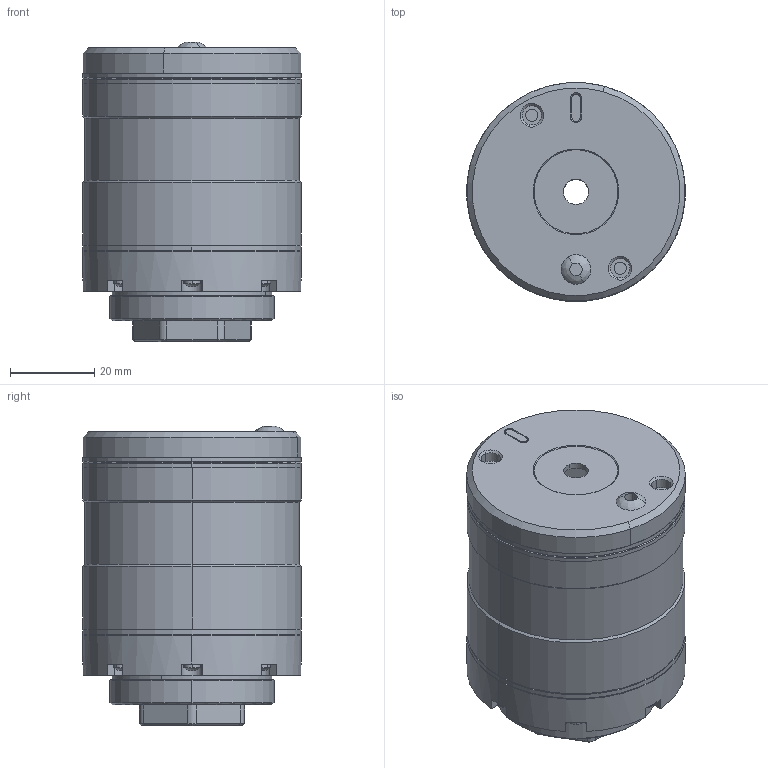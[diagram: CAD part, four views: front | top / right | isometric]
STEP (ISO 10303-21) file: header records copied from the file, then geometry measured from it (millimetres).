
FILE_DESCRIPTION (( 'STEP AP203' ), '1' );
FILE_NAME ('E30-H11-2B-100.STEP', '2022-05-13T05:56:49', ( 'lenovo' ), ( '' ), 'SwSTEP 2.0', 'SolidWorks 2016', '' );
FILE_SCHEMA (( 'CONFIG_CONTROL_DESIGN' ));
Length unit declared in the file: millimetre
Products named in the file (22): E30-H11-2B_001; NE30QD_008; SHD-11-詩謫; QDNE30-2; NE30QD_011; 40x1.5O型圈_預設; SHD-11A交叉轴承外圈; φ3护线圈; SHD-11-02_蕼偞; SHD-11A交叉轴承内圈; 綴裔郪璃; E30-H11_001; SHD-11A蝠脫粣創黑芛; E30-H11-2B-100; GB／T818-2000十字槽盘头螺钉M2×12; B-2.5-幗紩_蕼偞; SHD-11-100_蕼偞; 2.5-幗紩_蕼偞; GB／T70．1-2000内六角圆柱头螺钉M2×10; M1.6-蹟隊_蕼偞; NE30QD_007; SHD-11A蝠脫粣創_蕼偞
Assembly tree (85 placements, depth 4):
  E30-H11-2B-100
    QDNE30-2
      E30-H11-2B_001
    SHD-11-100_蕼偞
      SHD-11A蝠脫粣創_蕼偞
        SHD-11A交叉轴承外圈
        SHD-11A交叉轴承内圈
        SHD-11A蝠脫粣創黑芛
        B-2.5-幗紩_蕼偞  x24
        2.5-幗紩_蕼偞  x24
        M1.6-蹟隊_蕼偞
      SHD-11-詩謫
      M1.6-蹟隊_蕼偞  x4
      40x1.5O型圈_預設
      SHD-11-02_蕼偞
      E30-H11_001
      GB／T818-2000十字槽盘头螺钉M2×12  x8
    GB／T70．1-2000内六角圆柱头螺钉M2×10  x8
    NE30QD_007
    綴裔郪璃
      NE30QD_008
      NE30QD_011
      φ3护线圈
Bounding box: 52 x 52 x 71.24 mm (x, y, z)
Volume: 48553.9 mm3; surface area: 49619.5 mm2
Topology: 81 solids, 81 shells, 4017 faces, 10758 edges, 6929 vertices
Faces by surface type: cylinder 1946, plane 900, bspline 524, cone 359, torus 272, sphere 16
Entity records: 130047 total; most frequent: CARTESIAN_POINT 47364, ORIENTED_EDGE 18092, DIRECTION 14581, EDGE_CURVE 9046, VERTEX_POINT 5973, AXIS2_PLACEMENT_3D 5826, EDGE_LOOP 3365, FACE_OUTER_BOUND 3162
